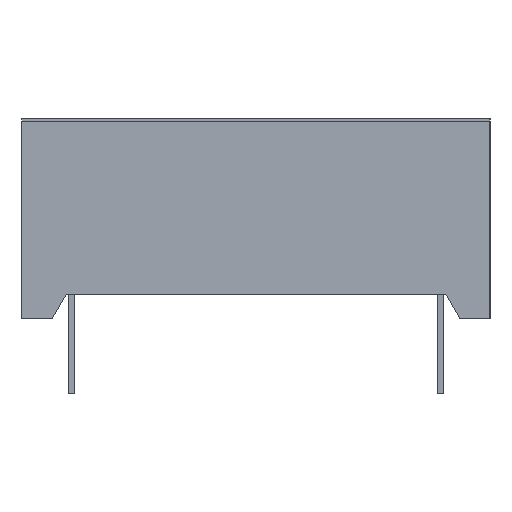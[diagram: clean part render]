
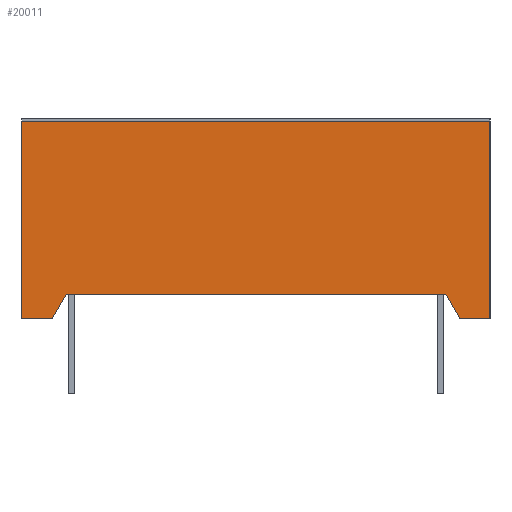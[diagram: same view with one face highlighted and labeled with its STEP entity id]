
A CAD part, left-side view. The second image highlights one B-rep face of the part: STEP entity #20011.
In plain terms, the highlighted free-form (B-spline) face has degree [1, 1] with [2, 2] control points.
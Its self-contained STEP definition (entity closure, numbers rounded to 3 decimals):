
#19876=CARTESIAN_POINT('',(-25.725,-8.433,0.0));
#19877=VERTEX_POINT('',#19876);
#19884=CARTESIAN_POINT('',(-25.725,-7.856,1.0));
#19885=VERTEX_POINT('',#19884);
#19886=CARTESIAN_POINT('',(-25.725,-7.856,1.0));
#19887=DIRECTION('',(0.0,-0.5,-0.866));
#19888=VECTOR('',#19887,1.155);
#19889=LINE('',#19886,#19888);
#19890=EDGE_CURVE('',#19885,#19877,#19889,.T.);
#19915=CARTESIAN_POINT('',(-25.725,7.848,1.0));
#19916=VERTEX_POINT('',#19915);
#19917=CARTESIAN_POINT('',(-25.725,7.848,1.0));
#19918=DIRECTION('',(0.0,-1.0,0.0));
#19919=VECTOR('',#19918,15.703);
#19920=LINE('',#19917,#19919);
#19921=EDGE_CURVE('',#19916,#19885,#19920,.T.);
#19946=CARTESIAN_POINT('',(-25.725,8.425,0.0));
#19947=VERTEX_POINT('',#19946);
#19948=CARTESIAN_POINT('',(-25.725,8.425,0.0));
#19949=DIRECTION('',(0.0,-0.5,0.866));
#19950=VECTOR('',#19949,1.155);
#19951=LINE('',#19948,#19950);
#19952=EDGE_CURVE('',#19947,#19916,#19951,.T.);
#19963=CARTESIAN_POINT('',(-25.725,-9.675,8.15));
#19964=CARTESIAN_POINT('',(-25.725,-9.675,0.0));
#19965=CARTESIAN_POINT('',(-25.725,9.675,8.15));
#19966=CARTESIAN_POINT('',(-25.725,9.675,0.0));
#19967=B_SPLINE_SURFACE_WITH_KNOTS('',1,1,((#19963,#19965),(#19964,#19966)),.UNSPECIFIED.,.F.,.F.,.U.,(2,2),(2,2),(0.0,8.15),(0.0,19.35),.UNSPECIFIED.);
#19968=ORIENTED_EDGE('',*,*,#19952,.T.);
#19969=ORIENTED_EDGE('',*,*,#19921,.T.);
#19970=ORIENTED_EDGE('',*,*,#19890,.T.);
#19971=CARTESIAN_POINT('',(-25.725,-9.675,0.0));
#19972=VERTEX_POINT('',#19971);
#19973=CARTESIAN_POINT('',(-25.725,-8.433,0.0));
#19974=DIRECTION('',(0.0,-1.0,0.0));
#19975=VECTOR('',#19974,1.242);
#19976=LINE('',#19973,#19975);
#19977=EDGE_CURVE('',#19877,#19972,#19976,.T.);
#19978=ORIENTED_EDGE('',*,*,#19977,.T.);
#19979=CARTESIAN_POINT('',(-25.725,-9.675,8.15));
#19980=VERTEX_POINT('',#19979);
#19981=CARTESIAN_POINT('',(-25.725,-9.675,0.0));
#19982=DIRECTION('',(0.0,0.0,1.0));
#19983=VECTOR('',#19982,8.15);
#19984=LINE('',#19981,#19983);
#19985=EDGE_CURVE('',#19980,#19972,#19984,.F.);
#19986=ORIENTED_EDGE('',*,*,#19985,.F.);
#19987=CARTESIAN_POINT('',(-25.725,9.675,8.15));
#19988=VERTEX_POINT('',#19987);
#19989=CARTESIAN_POINT('',(-25.725,-9.675,8.15));
#19990=DIRECTION('',(0.0,1.0,0.0));
#19991=VECTOR('',#19990,19.35);
#19992=LINE('',#19989,#19991);
#19993=EDGE_CURVE('',#19980,#19988,#19992,.T.);
#19994=ORIENTED_EDGE('',*,*,#19993,.T.);
#19995=CARTESIAN_POINT('',(-25.725,9.675,0.0));
#19996=VERTEX_POINT('',#19995);
#19997=CARTESIAN_POINT('',(-25.725,9.675,8.15));
#19998=DIRECTION('',(0.0,0.0,-1.0));
#19999=VECTOR('',#19998,8.15);
#20000=LINE('',#19997,#19999);
#20001=EDGE_CURVE('',#19988,#19996,#20000,.T.);
#20002=ORIENTED_EDGE('',*,*,#20001,.T.);
#20003=CARTESIAN_POINT('',(-25.725,9.675,0.0));
#20004=DIRECTION('',(0.0,-1.0,0.0));
#20005=VECTOR('',#20004,1.25);
#20006=LINE('',#20003,#20005);
#20007=EDGE_CURVE('',#19996,#19947,#20006,.T.);
#20008=ORIENTED_EDGE('',*,*,#20007,.T.);
#20009=EDGE_LOOP('',(#19968,#19969,#19970,#19978,#19986,#19994,#20002,#20008));
#20010=FACE_OUTER_BOUND('',#20009,.T.);
#20011=ADVANCED_FACE('',(#20010),#19967,.F.);
